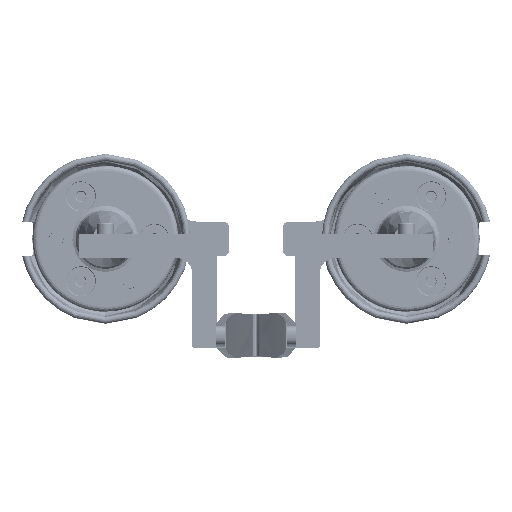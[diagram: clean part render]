
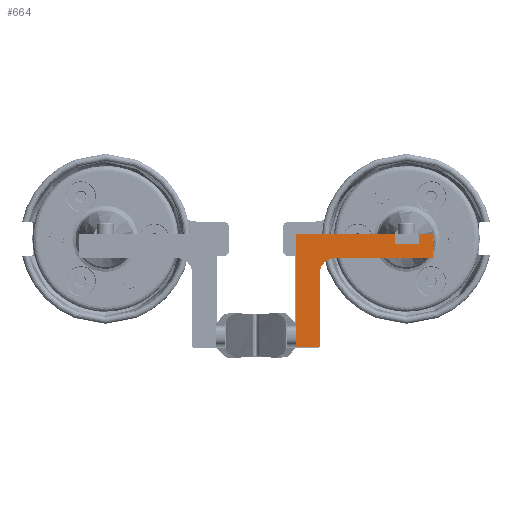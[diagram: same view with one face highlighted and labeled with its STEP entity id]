
A CAD part, front view. The second image highlights one B-rep face of the part: STEP entity #664.
In plain terms, the highlighted planar face has unit normal (0, -1, 0).
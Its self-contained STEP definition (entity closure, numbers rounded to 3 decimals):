
#664=ADVANCED_FACE('',(#2428),#27327,.T.);
#2428=FACE_OUTER_BOUND('',#4225,.T.);
#4225=EDGE_LOOP('',(#6994,#6995,#6996,#6997,#6998,#6999,#7000,#7001,#7002,
#7003,#7004));
#6994=ORIENTED_EDGE('',*,*,#15661,.T.);
#6995=ORIENTED_EDGE('',*,*,#15629,.T.);
#6996=ORIENTED_EDGE('',*,*,#15624,.F.);
#6997=ORIENTED_EDGE('',*,*,#15631,.T.);
#6998=ORIENTED_EDGE('',*,*,#15649,.F.);
#6999=ORIENTED_EDGE('',*,*,#15652,.T.);
#7000=ORIENTED_EDGE('',*,*,#15642,.F.);
#7001=ORIENTED_EDGE('',*,*,#15646,.F.);
#7002=ORIENTED_EDGE('',*,*,#15632,.F.);
#7003=ORIENTED_EDGE('',*,*,#15660,.F.);
#7004=ORIENTED_EDGE('',*,*,#15664,.T.);
#15624=EDGE_CURVE('',#24673,#24672,#19896,.T.);
#15629=EDGE_CURVE('',#24676,#24672,#19901,.T.);
#15631=EDGE_CURVE('',#24673,#24692,#19903,.T.);
#15632=EDGE_CURVE('',#24678,#24679,#19904,.T.);
#15642=EDGE_CURVE('',#24687,#24686,#19908,.T.);
#15646=EDGE_CURVE('',#24679,#24687,#19912,.T.);
#15649=EDGE_CURVE('',#24690,#24692,#19915,.T.);
#15652=EDGE_CURVE('',#24690,#24686,#19918,.T.);
#15660=EDGE_CURVE('',#24696,#24678,#19923,.T.);
#15661=EDGE_CURVE('',#24698,#24676,#19924,.T.);
#15664=EDGE_CURVE('',#24696,#24698,#22531,.T.);
#19896=B_SPLINE_CURVE_WITH_KNOTS('',1,(#36972,#36973),.UNSPECIFIED.,.F.,
 .F.,(2,2),(0.,3.),.UNSPECIFIED.);
#19901=B_SPLINE_CURVE_WITH_KNOTS('',1,(#36982,#36983),.UNSPECIFIED.,.F.,
 .F.,(2,2),(2.,7.),.UNSPECIFIED.);
#19903=B_SPLINE_CURVE_WITH_KNOTS('',1,(#36986,#36987,#36988),
 .UNSPECIFIED.,.F.,.F.,(2,1,2),(-7.,-5.486,-5.),
 .UNSPECIFIED.);
#19904=B_SPLINE_CURVE_WITH_KNOTS('',1,(#36989,#36990),.UNSPECIFIED.,.F.,
 .F.,(2,2),(0.,5.),.UNSPECIFIED.);
#19908=B_SPLINE_CURVE_WITH_KNOTS('',1,(#37021,#37022),.UNSPECIFIED.,.F.,
 .F.,(2,2),(0.,20.481),.UNSPECIFIED.);
#19912=B_SPLINE_CURVE_WITH_KNOTS('',1,(#37029,#37030,#37031),
 .UNSPECIFIED.,.F.,.F.,(2,1,2),(-21.5,0.,2.),
 .UNSPECIFIED.);
#19915=B_SPLINE_CURVE_WITH_KNOTS('',1,(#37037,#37038),.UNSPECIFIED.,.F.,
 .F.,(2,2),(0.,5.016),.UNSPECIFIED.);
#19918=B_SPLINE_CURVE_WITH_KNOTS('',1,(#37043,#37044,#37045),
 .UNSPECIFIED.,.F.,.F.,(2,1,2),(-0.486,0.,
1.514),.UNSPECIFIED.);
#19923=B_SPLINE_CURVE_WITH_KNOTS('',1,(#37070,#37071),.UNSPECIFIED.,.F.,
 .F.,(2,2),(-15.325,0.),.UNSPECIFIED.);
#19924=B_SPLINE_CURVE_WITH_KNOTS('',1,(#37072,#37073,#37074,#37075),
 .UNSPECIFIED.,.F.,.F.,(2,1,1,2),(3.175,15.481,20.497,
23.497),.UNSPECIFIED.);
#22531=(
BOUNDED_CURVE()
B_SPLINE_CURVE(2,(#37080,#37081,#37082),.UNSPECIFIED.,.F.,.F.)
B_SPLINE_CURVE_WITH_KNOTS((3,3),(0.,4.987),.UNSPECIFIED.)
CURVE()
GEOMETRIC_REPRESENTATION_ITEM()
RATIONAL_B_SPLINE_CURVE((1.,0.707,1.))
REPRESENTATION_ITEM('')
);
#24672=VERTEX_POINT('',#36938);
#24673=VERTEX_POINT('',#36939);
#24676=VERTEX_POINT('',#36942);
#24678=VERTEX_POINT('',#36944);
#24679=VERTEX_POINT('',#36945);
#24686=VERTEX_POINT('',#36952);
#24687=VERTEX_POINT('',#36953);
#24690=VERTEX_POINT('',#36956);
#24692=VERTEX_POINT('',#36958);
#24696=VERTEX_POINT('',#36962);
#24698=VERTEX_POINT('',#36964);
#27327=PLANE('',#29081);
#29081=AXIS2_PLACEMENT_3D('',#36888,#29331,$);
#29331=DIRECTION('',(0.,-1.,0.));
#36888=CARTESIAN_POINT('',(8.204,15.472,-2.5));
#36938=CARTESIAN_POINT('',(36.701,15.472,21.));
#36939=CARTESIAN_POINT('',(33.701,15.472,21.));
#36942=CARTESIAN_POINT('',(36.701,15.472,16.));
#36944=CARTESIAN_POINT('',(13.204,15.472,-2.5));
#36945=CARTESIAN_POINT('',(8.204,15.472,-2.5));
#36952=CARTESIAN_POINT('',(28.685,15.472,21.));
#36953=CARTESIAN_POINT('',(8.204,15.472,21.));
#36956=CARTESIAN_POINT('',(28.685,15.472,19.));
#36958=CARTESIAN_POINT('',(33.701,15.472,19.));
#36962=CARTESIAN_POINT('',(13.204,15.472,12.825));
#36964=CARTESIAN_POINT('',(16.379,15.472,16.));
#36972=CARTESIAN_POINT('',(33.701,15.472,21.));
#36973=CARTESIAN_POINT('',(36.701,15.472,21.));
#36982=CARTESIAN_POINT('',(36.701,15.472,16.));
#36983=CARTESIAN_POINT('',(36.701,15.472,21.));
#36986=CARTESIAN_POINT('',(33.701,15.472,21.));
#36987=CARTESIAN_POINT('',(33.701,15.472,19.486));
#36988=CARTESIAN_POINT('',(33.701,15.472,19.));
#36989=CARTESIAN_POINT('',(13.204,15.472,-2.5));
#36990=CARTESIAN_POINT('',(8.204,15.472,-2.5));
#37021=CARTESIAN_POINT('',(8.204,15.472,21.));
#37022=CARTESIAN_POINT('',(28.685,15.472,21.));
#37029=CARTESIAN_POINT('',(8.204,15.472,-2.5));
#37030=CARTESIAN_POINT('',(8.204,15.472,19.));
#37031=CARTESIAN_POINT('',(8.204,15.472,21.));
#37037=CARTESIAN_POINT('',(28.685,15.472,19.));
#37038=CARTESIAN_POINT('',(33.701,15.472,19.));
#37043=CARTESIAN_POINT('',(28.685,15.472,19.));
#37044=CARTESIAN_POINT('',(28.685,15.472,19.486));
#37045=CARTESIAN_POINT('',(28.685,15.472,21.));
#37070=CARTESIAN_POINT('',(13.204,15.472,12.825));
#37071=CARTESIAN_POINT('',(13.204,15.472,-2.5));
#37072=CARTESIAN_POINT('',(16.379,15.472,16.));
#37073=CARTESIAN_POINT('',(28.685,15.472,16.));
#37074=CARTESIAN_POINT('',(33.701,15.472,16.));
#37075=CARTESIAN_POINT('',(36.701,15.472,16.));
#37080=CARTESIAN_POINT('',(13.204,15.472,12.825));
#37081=CARTESIAN_POINT('',(13.204,15.472,16.));
#37082=CARTESIAN_POINT('',(16.379,15.472,16.));
